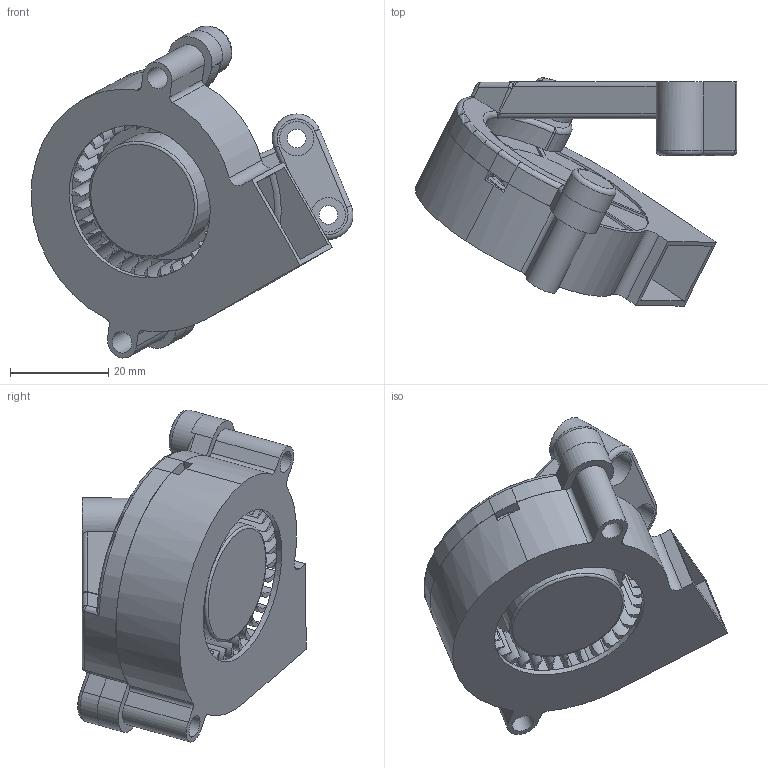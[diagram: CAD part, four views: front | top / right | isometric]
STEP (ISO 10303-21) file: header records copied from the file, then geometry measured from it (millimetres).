
FILE_DESCRIPTION(/* description */ (''),/* implementation_level */ '2;1');
FILE_NAME(/* name */ 'single_blower_left.step',/* time_stamp */ '2018-02-14T12:42:22+01:00',/* author */ (''),/* organization */ (''),/* preprocessor_version */ 'ST-DEVELOPER v16.13',/* originating_system */ 'Autodesk Translation Framework v6.5.0.72',/* authorisation */ '');
FILE_SCHEMA (('AUTOMOTIVE_DESIGN { 1 0 10303 214 3 1 1 }'));
Length unit declared in the file: millimetre
Products named in the file (3): (Unsaved); BlowerFanHolder; 50mm Blower Fan
Assembly tree (2 placements, depth 2):
  (Unsaved)
    BlowerFanHolder
    50mm Blower Fan
Bounding box: 65.54 x 46.54 x 67.62 mm (x, y, z)
Volume: 21176.8 mm3; surface area: 24758 mm2
Topology: 2 solids, 2 shells, 408 faces, 1106 edges, 715 vertices
Faces by surface type: cylinder 184, plane 160, cone 34, torus 14, bspline 14, sphere 2
Full cylindrical faces by diameter (mm): 3.8 x6, 4.5 x2, 7 x2, 10 x2, 22.8 x1, 24.5 x1, 32 x1
Entity records: 14099 total; most frequent: CARTESIAN_POINT 3393, DIRECTION 2393, ORIENTED_EDGE 2208, EDGE_CURVE 1104, AXIS2_PLACEMENT_3D 989, VERTEX_POINT 715, CIRCLE 579, EDGE_LOOP 437
